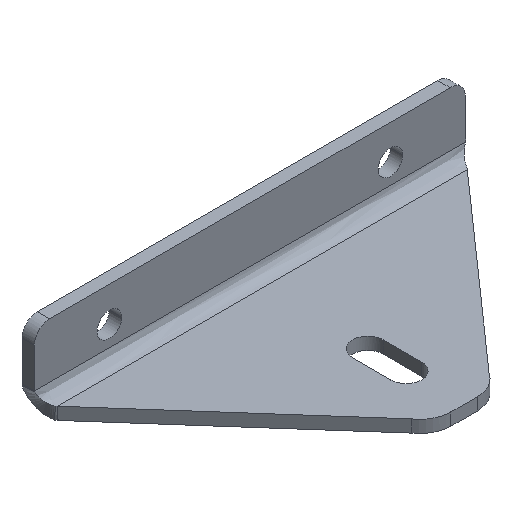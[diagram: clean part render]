
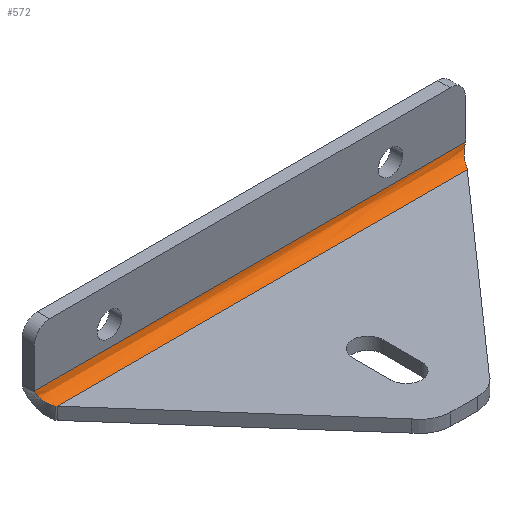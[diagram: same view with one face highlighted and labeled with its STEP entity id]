
A CAD part, isometric view. The second image highlights one B-rep face of the part: STEP entity #572.
In plain terms, the highlighted free-form (B-spline) face has degree [1, 3] with [2, 4] control points.
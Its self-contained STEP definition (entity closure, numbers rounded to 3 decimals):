
#13 = CARTESIAN_POINT ( 'NONE',  ( 420.77, 223.057, 8. ) ) ;
#38 = CARTESIAN_POINT ( 'NONE',  ( 154.061, 223.406, 8.006 ) ) ;
#62 = CARTESIAN_POINT ( 'NONE',  ( 147.647, 231.04, 15.477 ) ) ;
#64 = CARTESIAN_POINT ( 'NONE',  ( 425.586, 229.948, 11.824 ) ) ;
#71 = VERTEX_POINT ( 'NONE', #485 ) ;
#77 = VERTEX_POINT ( 'NONE', #1205 ) ;
#94 = B_SPLINE_CURVE_WITH_KNOTS ( 'NONE', 3,
 ( #262, #833, #847, #243, #567, #1143, #64, #1226, #959, #1136 ),
 .UNSPECIFIED., .F., .F.,
 ( 4, 2, 2, 2, 4 ),
 ( -1., -0.75, -0.5, -0.25, 0. ),
 .UNSPECIFIED. ) ;
#111 = CARTESIAN_POINT ( 'NONE',  ( 427.647, 231.057, 16. ) ) ;
#133 = CARTESIAN_POINT ( 'NONE',  ( 421.233, 223.406, 8.006 ) ) ;
#143 = CARTESIAN_POINT ( 'NONE',  ( 147.647, 223.057, 8. ) ) ;
#149 = VERTEX_POINT ( 'NONE', #901 ) ;
#157 = EDGE_CURVE ( 'NONE', #149, #975, #229, .T. ) ;
#158 = CARTESIAN_POINT ( 'NONE',  ( 427.647, 231.057, 11.314 ) ) ;
#165 = CARTESIAN_POINT ( 'NONE',  ( 153.314, 224.538, 8.08 ) ) ;
#213 = CARTESIAN_POINT ( 'NONE',  ( 154.292, 223.231, 8. ) ) ;
#217 = EDGE_CURVE ( 'NONE', #77, #149, #94, .T. ) ;
#229 =( BOUNDED_CURVE ( )  B_SPLINE_CURVE ( 3, ( #919, #531, #409, #819 ),
 .UNSPECIFIED., .F., .T. ) 
 B_SPLINE_CURVE_WITH_KNOTS ( ( 4, 4 ),
 ( -0.065, 0. ),
 .UNSPECIFIED. ) 
 CURVE ( )  GEOMETRIC_REPRESENTATION_ITEM ( )  RATIONAL_B_SPLINE_CURVE ( ( 1., 1., 1., 1. ) ) 
 REPRESENTATION_ITEM ( '' )  );
#242 = CARTESIAN_POINT ( 'NONE',  ( 147.647, 227.743, 8. ) ) ;
#243 = CARTESIAN_POINT ( 'NONE',  ( 423.525, 227.233, 9.109 ) ) ;
#253 = FACE_OUTER_BOUND ( 'NONE', #1053, .T. ) ;
#258 = B_SPLINE_CURVE_WITH_KNOTS ( 'NONE', 3,
 ( #1083, #38, #213, #994 ),
 .UNSPECIFIED., .F., .F.,
 ( 4, 4 ),
 ( -1., 0. ),
 .UNSPECIFIED. ) ;
#262 = CARTESIAN_POINT ( 'NONE',  ( 421.464, 223.58, 8.017 ) ) ;
#277 = CARTESIAN_POINT ( 'NONE',  ( 420.77, 223.057, 8. ) ) ;
#287 = VERTEX_POINT ( 'NONE', #277 ) ;
#339 = CARTESIAN_POINT ( 'NONE',  ( 427.647, 223.057, 8. ) ) ;
#362 = ORIENTED_EDGE ( 'NONE', *, *, #217, .T. ) ;
#368 = ORIENTED_EDGE ( 'NONE', *, *, #815, .T. ) ;
#372 = EDGE_CURVE ( 'NONE', #467, #890, #258, .T. ) ;
#388 = CARTESIAN_POINT ( 'NONE',  ( 154.523, 223.057, 8. ) ) ;
#409 = CARTESIAN_POINT ( 'NONE',  ( 427.647, 231.057, 15.825 ) ) ;
#415 = CARTESIAN_POINT ( 'NONE',  ( 147.647, 231.057, 15.825 ) ) ;
#431 = CARTESIAN_POINT ( 'NONE',  ( 427.647, 231.057, 16. ) ) ;
#443 = CARTESIAN_POINT ( 'NONE',  ( 150.223, 229.392, 11.022 ) ) ;
#467 = VERTEX_POINT ( 'NONE', #609 ) ;
#485 = CARTESIAN_POINT ( 'NONE',  ( 147.647, 231.057, 16. ) ) ;
#498 = EDGE_CURVE ( 'NONE', #657, #467, #1052, .T. ) ;
#526 = CARTESIAN_POINT ( 'NONE',  ( 421.002, 223.231, 8. ) ) ;
#531 = CARTESIAN_POINT ( 'NONE',  ( 427.647, 231.051, 15.651 ) ) ;
#550 = ORIENTED_EDGE ( 'NONE', *, *, #157, .T. ) ;
#566 = ORIENTED_EDGE ( 'NONE', *, *, #372, .T. ) ;
#567 = CARTESIAN_POINT ( 'NONE',  ( 424.04, 228.035, 9.664 ) ) ;
#571 = EDGE_CURVE ( 'NONE', #71, #975, #1036, .T. ) ;
#572 = ADVANCED_FACE ( 'NONE', ( #253 ), #666, .T. ) ;
#591 = ORIENTED_EDGE ( 'NONE', *, *, #571, .F. ) ;
#609 = CARTESIAN_POINT ( 'NONE',  ( 153.83, 223.58, 8.017 ) ) ;
#612 = CARTESIAN_POINT ( 'NONE',  ( 147.647, 231.057, 16. ) ) ;
#622 = CARTESIAN_POINT ( 'NONE',  ( 147.647, 231.051, 15.651 ) ) ;
#640 = CARTESIAN_POINT ( 'NONE',  ( 147.647, 231.057, 16. ) ) ;
#643 = B_SPLINE_CURVE_WITH_KNOTS ( 'NONE', 1,
 ( #388, #13 ),
 .UNSPECIFIED., .F., .F.,
 ( 2, 2 ),
 ( -1., 0. ),
 .UNSPECIFIED. ) ;
#650 = CARTESIAN_POINT ( 'NONE',  ( 148.162, 230.977, 14.519 ) ) ;
#657 = VERTEX_POINT ( 'NONE', #788 ) ;
#666 =( BOUNDED_SURFACE ( )  B_SPLINE_SURFACE ( 1, 3, ( 
 ( #431, #158, #1211, #339 ),
 ( #640, #1119, #242, #143 ) ),
 .UNSPECIFIED., .F., .F., .F. ) 
 B_SPLINE_SURFACE_WITH_KNOTS ( ( 2, 2 ),
 ( 4, 4 ),
 ( 0., 1. ),
 ( 0., 1. ),
 .UNSPECIFIED. ) 
 GEOMETRIC_REPRESENTATION_ITEM ( )  RATIONAL_B_SPLINE_SURFACE ( (
 ( 1., 0.805, 0.805, 1.),
 ( 1., 0.805, 0.805, 1.) ) ) 
 REPRESENTATION_ITEM ( '' )  SURFACE ( )  );
#711 = CARTESIAN_POINT ( 'NONE',  ( 421.464, 223.58, 8.017 ) ) ;
#727 = CARTESIAN_POINT ( 'NONE',  ( 148.677, 230.74, 13.573 ) ) ;
#766 = ORIENTED_EDGE ( 'NONE', *, *, #824, .T. ) ;
#774 = ORIENTED_EDGE ( 'NONE', *, *, #977, .T. ) ;
#788 = CARTESIAN_POINT ( 'NONE',  ( 147.647, 231.04, 15.477 ) ) ;
#815 = EDGE_CURVE ( 'NONE', #287, #77, #1074, .T. ) ;
#819 = CARTESIAN_POINT ( 'NONE',  ( 427.647, 231.057, 16. ) ) ;
#821 = CARTESIAN_POINT ( 'NONE',  ( 154.523, 223.057, 8. ) ) ;
#824 = EDGE_CURVE ( 'NONE', #71, #657, #1145, .T. ) ;
#833 = CARTESIAN_POINT ( 'NONE',  ( 421.979, 224.538, 8.08 ) ) ;
#838 = CARTESIAN_POINT ( 'NONE',  ( 152.799, 225.484, 8.317 ) ) ;
#847 = CARTESIAN_POINT ( 'NONE',  ( 422.495, 225.484, 8.317 ) ) ;
#890 = VERTEX_POINT ( 'NONE', #821 ) ;
#901 = CARTESIAN_POINT ( 'NONE',  ( 427.647, 231.04, 15.477 ) ) ;
#919 = CARTESIAN_POINT ( 'NONE',  ( 427.647, 231.04, 15.477 ) ) ;
#931 = CARTESIAN_POINT ( 'NONE',  ( 151.769, 227.233, 9.109 ) ) ;
#945 = CARTESIAN_POINT ( 'NONE',  ( 151.253, 228.035, 9.664 ) ) ;
#959 = CARTESIAN_POINT ( 'NONE',  ( 427.132, 230.977, 14.519 ) ) ;
#975 = VERTEX_POINT ( 'NONE', #111 ) ;
#977 = EDGE_CURVE ( 'NONE', #890, #287, #643, .T. ) ;
#994 = CARTESIAN_POINT ( 'NONE',  ( 154.523, 223.057, 8. ) ) ;
#1033 = CARTESIAN_POINT ( 'NONE',  ( 147.647, 231.057, 16. ) ) ;
#1036 = B_SPLINE_CURVE_WITH_KNOTS ( 'NONE', 1,
 ( #1033, #1126 ),
 .UNSPECIFIED., .F., .F.,
 ( 2, 2 ),
 ( 0., 1. ),
 .UNSPECIFIED. ) ;
#1041 = CARTESIAN_POINT ( 'NONE',  ( 149.708, 229.948, 11.824 ) ) ;
#1052 = B_SPLINE_CURVE_WITH_KNOTS ( 'NONE', 3,
 ( #62, #650, #727, #1041, #443, #945, #931, #838, #165, #1225 ),
 .UNSPECIFIED., .F., .F.,
 ( 4, 2, 2, 2, 4 ),
 ( -1., -0.75, -0.5, -0.25, 0. ),
 .UNSPECIFIED. ) ;
#1053 = EDGE_LOOP ( 'NONE', ( #591, #766, #1122, #566, #774, #368, #362, #550 ) ) ;
#1074 = B_SPLINE_CURVE_WITH_KNOTS ( 'NONE', 3,
 ( #1215, #526, #133, #711 ),
 .UNSPECIFIED., .F., .F.,
 ( 4, 4 ),
 ( -1., 0. ),
 .UNSPECIFIED. ) ;
#1083 = CARTESIAN_POINT ( 'NONE',  ( 153.83, 223.58, 8.017 ) ) ;
#1119 = CARTESIAN_POINT ( 'NONE',  ( 147.647, 231.057, 11.314 ) ) ;
#1122 = ORIENTED_EDGE ( 'NONE', *, *, #498, .T. ) ;
#1126 = CARTESIAN_POINT ( 'NONE',  ( 427.647, 231.057, 16. ) ) ;
#1136 = CARTESIAN_POINT ( 'NONE',  ( 427.647, 231.04, 15.477 ) ) ;
#1143 = CARTESIAN_POINT ( 'NONE',  ( 425.071, 229.392, 11.022 ) ) ;
#1145 =( BOUNDED_CURVE ( )  B_SPLINE_CURVE ( 3, ( #612, #415, #622, #1222 ),
 .UNSPECIFIED., .F., .T. ) 
 B_SPLINE_CURVE_WITH_KNOTS ( ( 4, 4 ),
 ( -0.065, 0. ),
 .UNSPECIFIED. ) 
 CURVE ( )  GEOMETRIC_REPRESENTATION_ITEM ( )  RATIONAL_B_SPLINE_CURVE ( ( 1., 1., 1., 1. ) ) 
 REPRESENTATION_ITEM ( '' )  );
#1205 = CARTESIAN_POINT ( 'NONE',  ( 421.464, 223.58, 8.017 ) ) ;
#1211 = CARTESIAN_POINT ( 'NONE',  ( 427.647, 227.743, 8. ) ) ;
#1215 = CARTESIAN_POINT ( 'NONE',  ( 420.77, 223.057, 8. ) ) ;
#1222 = CARTESIAN_POINT ( 'NONE',  ( 147.647, 231.04, 15.477 ) ) ;
#1225 = CARTESIAN_POINT ( 'NONE',  ( 153.83, 223.58, 8.017 ) ) ;
#1226 = CARTESIAN_POINT ( 'NONE',  ( 426.616, 230.74, 13.573 ) ) ;
